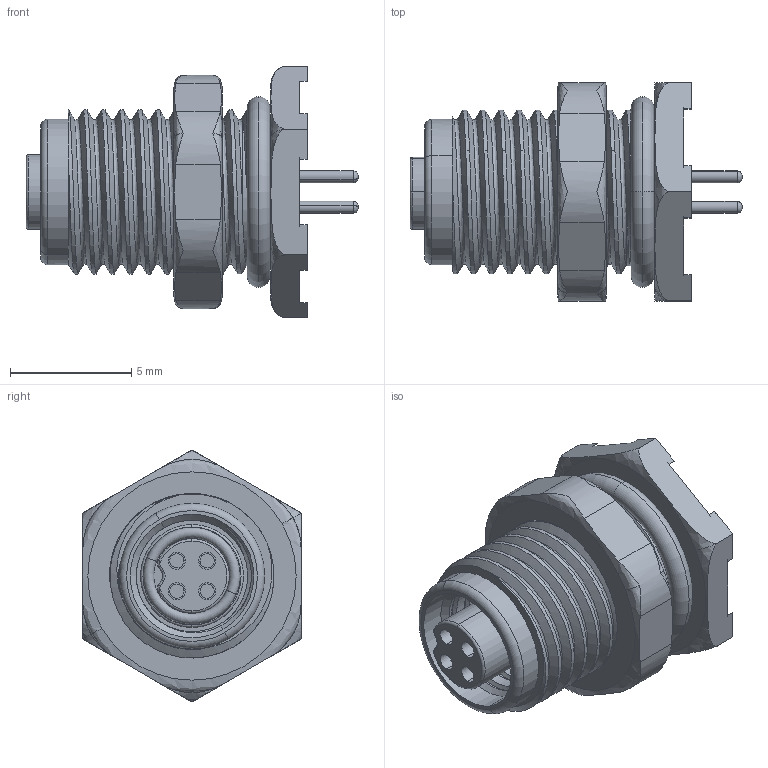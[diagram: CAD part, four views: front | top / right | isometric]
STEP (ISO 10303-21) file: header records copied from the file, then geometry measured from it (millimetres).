
FILE_DESCRIPTION (( 'STEP AP203' ), '1' );
FILE_NAME ('54-00154.STEP', '2023-05-23T15:43:15', ( '' ), ( '' ), 'SwSTEP 2.0', 'SolidWorks 2021', '' );
FILE_SCHEMA (( 'CONFIG_CONTROL_DESIGN' ));
Length unit declared in the file: millimetre
Products named in the file (8): M5F4P_PCB; M7x.75 nut; M5Female_socket_PCB; M5_female panel mount threads; M5F4P_PCB_Short; M5_oring_small; M5_oring_large_6 mm diameter; 54-00154
Assembly tree (10 placements, depth 3):
  54-00154
    M5_female panel mount threads
    M7x.75 nut
    M5_oring_large_6 mm diameter
    M5F4P_PCB
      M5F4P_PCB_Short
      M5Female_socket_PCB  x4
    M5_oring_small
Bounding box: 13.7 x 9 x 10.39 mm (x, y, z)
Volume: 383.4 mm3; surface area: 1320.3 mm2
Topology: 9 solids, 9 shells, 275 faces, 681 edges, 433 vertices
Faces by surface type: cylinder 134, plane 75, torus 30, bspline 18, cone 18
Entity records: 14790 total; most frequent: CARTESIAN_POINT 9235, ORIENTED_EDGE 1062, DIRECTION 900, EDGE_CURVE 531, AXIS2_PLACEMENT_3D 372, VERTEX_POINT 343, EDGE_LOOP 228, FACE_OUTER_BOUND 206
